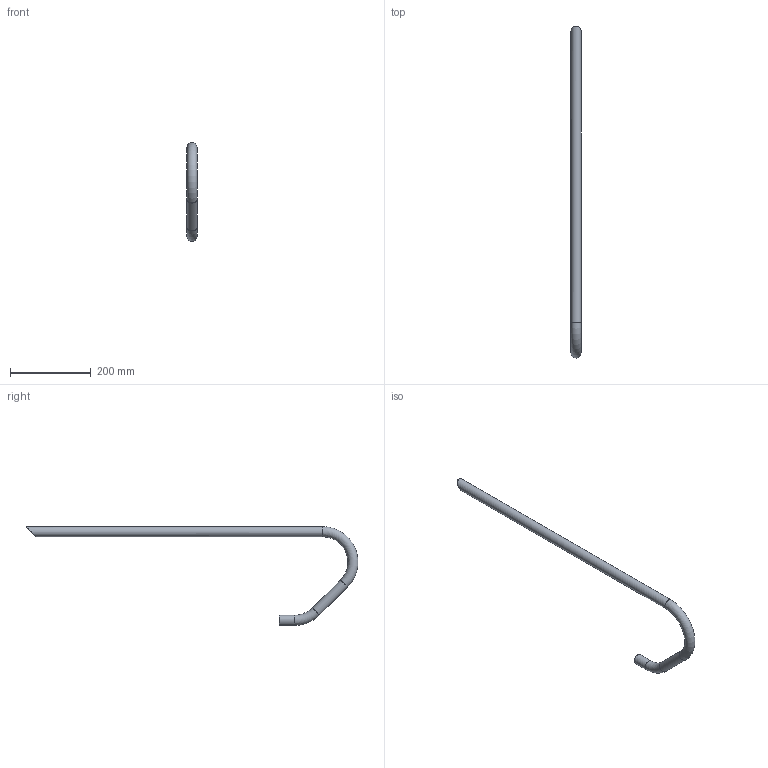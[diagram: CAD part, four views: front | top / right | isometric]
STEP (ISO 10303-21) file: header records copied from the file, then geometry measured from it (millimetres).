
FILE_DESCRIPTION(/* description */ (''),/* implementation_level */ '2;1');
FILE_NAME(/* name */ 'Upper tube.step',/* time_stamp */ '2023-02-28T15:42:55+01:00',/* author */ (''),/* organization */ (''),/* preprocessor_version */ 'ST-DEVELOPER v19.2',/* originating_system */ 'Autodesk Translation Framework v11.17.0.187',/* authorisation */ '');
FILE_SCHEMA (('AUTOMOTIVE_DESIGN { 1 0 10303 214 3 1 1 }'));
Length unit declared in the file: millimetre
Products named in the file (1): Upper tube
Bounding box: 25 x 820.36 x 244 mm (x, y, z)
Volume: 157765.5 mm3; surface area: 158114.4 mm2
Topology: 1 solids, 1 shells, 12 faces, 29 edges, 19 vertices
Faces by surface type: cylinder 6, torus 4, plane 2
Full cylindrical faces by diameter (mm): 21 x3, 25 x3
Entity records: 405 total; most frequent: DIRECTION 78, CARTESIAN_POINT 61, ORIENTED_EDGE 58, AXIS2_PLACEMENT_3D 36, EDGE_CURVE 29, CIRCLE 21, VERTEX_POINT 19, EDGE_LOOP 14
